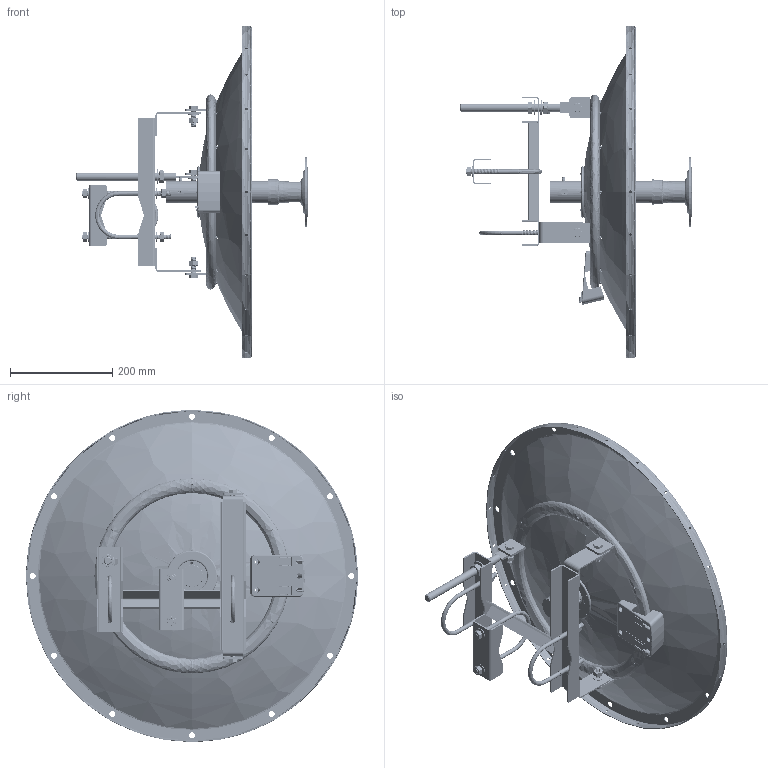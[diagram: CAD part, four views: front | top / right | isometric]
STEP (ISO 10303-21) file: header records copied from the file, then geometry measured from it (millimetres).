
FILE_DESCRIPTION (( 'STEP AP214' ), '1' );
FILE_NAME ('FM51PD1010_3D.step', '2023-03-09T19:19:23', ( '' ), ( '' ), 'SwSTEP 2.0', 'SolidWorks 2022', '' );
FILE_SCHEMA (( 'AUTOMOTIVE_DESIGN' ));
Length unit declared in the file: inch
Products named in the file (66): M4X18_2_1; 30P_DAICAO_FALAN_3; ANT4958D29P-DP--M10PINGJIE_7_3; ANT4958D29P-DP--M10PINGJIE_3_3; ANT4958D29P-DP--JIAMA_3; ANT4958D29P-DP--M10PINGJIE_8_3; ANT4958D29P-DP--M10LM_8_3; M3X10_2_1; ANT4958D29P-DP--LUOGAN_3; ANT4958D29P-DP--M10PINGJIE_2_3; M4X15_1_4; ANT2327D24P-DP_GUAJIA_1; ANT4958D29P-DP--M16LM_4; M3X10_3_1; RPSMA10004_30P_JIETOU_RPSMA_2; ANT4958D29P-DP--M10LD_2_3; ANT4958D29P-DP--M10LM_1_3; ILS-100-03_FLAT; M3X10_4_1; M4X15_3_4; M4X18_11_1; ANT4958D29P-DP--M10LD_5; ANT4958D29P-DP_FANSHEMIAN_1; ANT4958D29P-DP_GUDINGJIA_1; MHC0054_P6YUANPIAN_3; ANT4958D29P-DP--M10PINGJIE_5_3; ANT4958D29P-DP--M10PINGJIE_6_3; ANT4958D29P-DP--M10PINGJIE_1_3; M4X18_1_1; ANT4958D29P-DP--M10PINGJIE_4_3; ANT4958D29P-DP--M16LM_1_3; ANT4958D29P-DP--M10LM_4_3; M4X18_5_1; ANT4958D29P-DP--M10PINGJIE_11; ANT4958D29P-DP--M10LD_1_3; ANT4958D29P-DP_FALAN_1; M4X18_7_1; ANT4958D29P-DP--M16PINGJIE_1_3; M4X18_4_1; FM51PD1010_3D ...
Assembly tree (65 placements, depth 3):
  FM51PD1010_3D
    30P_KUIYUAN_3
      06-30P_DAICAO_LUGUAN_L215_1
      30P_DAICAO_FALAN_3
      MHC0054_P6YUANPIAN_3
      MPC0323_30P6LIANJIEDAO_3
      RPSMA10004_30P_JIETOU_RPSMA_2
      RPSMA10004_30P_JIETOU_RPSMA_1_1
      SHUIPINGYI_40X10_4
    ANT2327D24P-DP_GUAJIA_1
    ANT4958D29P-DP--JIAMA_3
    ANT4958D29P-DP--LUOGAN_3
    ANT4958D29P-DP--M10LD_5
    ANT4958D29P-DP--M10LD_1_3
    ANT4958D29P-DP--M10LD_2_3
    ANT4958D29P-DP--M10LM_11
    ANT4958D29P-DP--M10LM_1_3
    ANT4958D29P-DP--M10LM_2_3
    ANT4958D29P-DP--M10LM_3_3
    ANT4958D29P-DP--M10LM_4_3
    ANT4958D29P-DP--M10LM_5_3
    ANT4958D29P-DP--M10LM_6_3
    ANT4958D29P-DP--M10LM_7_3
    ANT4958D29P-DP--M10LM_8_3
    ANT4958D29P-DP--M10PINGJIE_11
    ANT4958D29P-DP--M10PINGJIE_1_3
    ANT4958D29P-DP--M10PINGJIE_2_3
    ANT4958D29P-DP--M10PINGJIE_3_3
    ANT4958D29P-DP--M10PINGJIE_4_3
    ANT4958D29P-DP--M10PINGJIE_5_3
    ANT4958D29P-DP--M10PINGJIE_6_3
    ANT4958D29P-DP--M10PINGJIE_7_3
    ANT4958D29P-DP--M10PINGJIE_8_3
    ANT4958D29P-DP--M16LM_4
    ANT4958D29P-DP--M16LM_1_3
    ANT4958D29P-DP--M16PINGJIE_4
    ANT4958D29P-DP--M16PINGJIE_1_3
    ANT4958D29P-DP--ULD_5
    ANT4958D29P-DP--ULD_1_3
    ANT4958D29P-DP--ULD_2_3
    ANT4958D29P-DP_FALAN_1
    ANT4958D29P-DP_FANSHEMIAN_1
    ANT4958D29P-DP_GUDINGJIA_1
    M3X10_6
    M3X10_1_1
    M3X10_2_1
    M3X10_3_1
    M3X10_4_1
    M3X10_5_1
    M4X15_17
    M4X15_1_4
    M4X15_2_4
    M4X15_3_4
    M4X18_12
    M4X18_1_1
    M4X18_10_1
    M4X18_11_1
    M4X18_2_1
    M4X18_3_1
    M4X18_4_1
Bounding box: 452.95 x 650 x 650 mm (x, y, z)
Volume: 1301957 mm3; surface area: 1384135 mm2
Topology: 107 solids, 138 shells, 3592 faces, 10292 edges, 6940 vertices
Faces by surface type: cylinder 1664, plane 926, bspline 714, cone 288
Entity records: 258318 total; most frequent: CARTESIAN_POINT 171693, ORIENTED_EDGE 20448, DIRECTION 12247, EDGE_CURVE 10282, VERTEX_POINT 6940, B_SPLINE_CURVE_WITH_KNOTS 5060, AXIS2_PLACEMENT_3D 4562, EDGE_LOOP 3970
